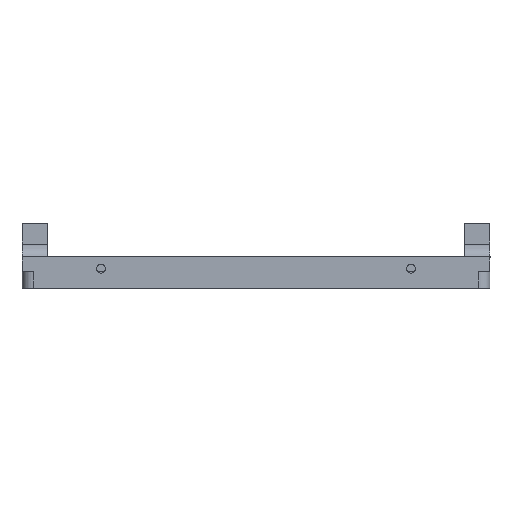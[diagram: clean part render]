
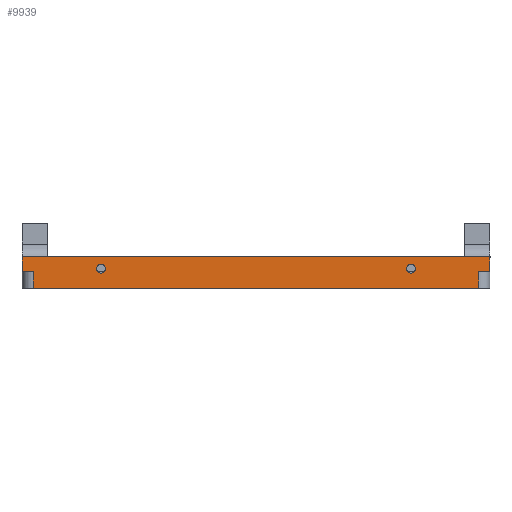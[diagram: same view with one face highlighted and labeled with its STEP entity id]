
A CAD part, front view. The second image highlights one B-rep face of the part: STEP entity #9939.
In plain terms, the highlighted planar face has unit normal (0, -1, 0).
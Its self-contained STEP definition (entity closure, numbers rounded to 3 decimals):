
#14 = EDGE_CURVE ( 'NONE', #6108, #1334, #5415, .T. ) ;
#46 = VECTOR ( 'NONE', #6452, 1000. ) ;
#84 = DIRECTION ( 'NONE',  ( 0., -1., 0. ) ) ;
#348 = EDGE_CURVE ( 'NONE', #8114, #9615, #6821, .T. ) ;
#466 = EDGE_CURVE ( 'NONE', #6808, #10965, #6321, .T. ) ;
#591 = ORIENTED_EDGE ( 'NONE', *, *, #6159, .F. ) ;
#671 = CARTESIAN_POINT ( 'NONE',  ( -27.5, -49.75, 0.5 ) ) ;
#896 = CARTESIAN_POINT ( 'NONE',  ( -41.5, -49.75, 2.6 ) ) ;
#945 = CARTESIAN_POINT ( 'NONE',  ( 0., -49.75, 0. ) ) ;
#950 = VERTEX_POINT ( 'NONE', #8291 ) ;
#972 = CARTESIAN_POINT ( 'NONE',  ( 39.5, -49.75, 0. ) ) ;
#989 = CARTESIAN_POINT ( 'NONE',  ( 0., -49.75, 0. ) ) ;
#1298 = AXIS2_PLACEMENT_3D ( 'NONE', #7860, #84, #2705 ) ;
#1334 = VERTEX_POINT ( 'NONE', #972 ) ;
#1380 = DIRECTION ( 'NONE',  ( 0., 0., -1. ) ) ;
#1477 = DIRECTION ( 'NONE',  ( -1., 0., 0. ) ) ;
#1588 = CARTESIAN_POINT ( 'NONE',  ( 27.5, -49.75, 0.5 ) ) ;
#1714 = VECTOR ( 'NONE', #2703, 1000. ) ;
#1767 = AXIS2_PLACEMENT_3D ( 'NONE', #1588, #5161, #8714 ) ;
#2026 = CARTESIAN_POINT ( 'NONE',  ( -39.5, -49.75, 0. ) ) ;
#2131 = DIRECTION ( 'NONE',  ( 0., -1., 0. ) ) ;
#2181 = FACE_BOUND ( 'NONE', #4049, .T. ) ;
#2215 = CIRCLE ( 'NONE', #9485, 0.8 ) ;
#2301 = CARTESIAN_POINT ( 'NONE',  ( 0., -49.75, 2.6 ) ) ;
#2360 = ORIENTED_EDGE ( 'NONE', *, *, #5512, .F. ) ;
#2473 = CARTESIAN_POINT ( 'NONE',  ( 0., -49.75, -3. ) ) ;
#2566 = DIRECTION ( 'NONE',  ( 0., 0., -1. ) ) ;
#2626 = EDGE_CURVE ( 'NONE', #5005, #950, #2215, .T. ) ;
#2647 = CARTESIAN_POINT ( 'NONE',  ( 41.5, -49.75, 0. ) ) ;
#2703 = DIRECTION ( 'NONE',  ( 0., 0., -1. ) ) ;
#2705 = DIRECTION ( 'NONE',  ( 0., 0., -1. ) ) ;
#2735 = DIRECTION ( 'NONE',  ( -1., 0., 0. ) ) ;
#2751 = EDGE_CURVE ( 'NONE', #9615, #8114, #6901, .T. ) ;
#2809 = ORIENTED_EDGE ( 'NONE', *, *, #6612, .F. ) ;
#2821 = VECTOR ( 'NONE', #2735, 1000. ) ;
#2916 = CARTESIAN_POINT ( 'NONE',  ( 27.5, -49.75, -0.3 ) ) ;
#3234 = LINE ( 'NONE', #4056, #4906 ) ;
#3353 = VECTOR ( 'NONE', #4755, 1000. ) ;
#3360 = DIRECTION ( 'NONE',  ( 0., 0., -1. ) ) ;
#3401 = CIRCLE ( 'NONE', #6953, 0.8 ) ;
#3431 = ORIENTED_EDGE ( 'NONE', *, *, #14, .T. ) ;
#3817 = VERTEX_POINT ( 'NONE', #7583 ) ;
#3840 = EDGE_LOOP ( 'NONE', ( #591, #9928, #5140, #4369, #5805, #4773, #2809, #3431 ) ) ;
#3847 = FACE_BOUND ( 'NONE', #10313, .T. ) ;
#4049 = EDGE_LOOP ( 'NONE', ( #5795, #7749 ) ) ;
#4056 = CARTESIAN_POINT ( 'NONE',  ( 0., -49.75, 2.6 ) ) ;
#4085 = CARTESIAN_POINT ( 'NONE',  ( 27.5, -49.75, 1.3 ) ) ;
#4369 = ORIENTED_EDGE ( 'NONE', *, *, #466, .T. ) ;
#4606 = VERTEX_POINT ( 'NONE', #8492 ) ;
#4755 = DIRECTION ( 'NONE',  ( 0., 0., 1. ) ) ;
#4773 = ORIENTED_EDGE ( 'NONE', *, *, #10674, .F. ) ;
#4809 = EDGE_CURVE ( 'NONE', #7102, #10965, #7131, .T. ) ;
#4831 = PLANE ( 'NONE',  #4838 ) ;
#4838 = AXIS2_PLACEMENT_3D ( 'NONE', #2301, #2131, #6532 ) ;
#4906 = VECTOR ( 'NONE', #1477, 1000. ) ;
#5005 = VERTEX_POINT ( 'NONE', #6836 ) ;
#5140 = ORIENTED_EDGE ( 'NONE', *, *, #5951, .T. ) ;
#5161 = DIRECTION ( 'NONE',  ( 0., -1., 0. ) ) ;
#5415 = LINE ( 'NONE', #6176, #9587 ) ;
#5512 = EDGE_CURVE ( 'NONE', #950, #5005, #3401, .T. ) ;
#5633 = CARTESIAN_POINT ( 'NONE',  ( 39.5, -49.75, -3. ) ) ;
#5657 = EDGE_CURVE ( 'NONE', #4606, #10141, #7858, .T. ) ;
#5795 = ORIENTED_EDGE ( 'NONE', *, *, #348, .F. ) ;
#5805 = ORIENTED_EDGE ( 'NONE', *, *, #4809, .F. ) ;
#5951 = EDGE_CURVE ( 'NONE', #4606, #6808, #3234, .T. ) ;
#6108 = VERTEX_POINT ( 'NONE', #5633 ) ;
#6159 = EDGE_CURVE ( 'NONE', #10141, #1334, #9118, .T. ) ;
#6176 = CARTESIAN_POINT ( 'NONE',  ( 39.5, -49.75, -3. ) ) ;
#6321 = LINE ( 'NONE', #7144, #6624 ) ;
#6452 = DIRECTION ( 'NONE',  ( -1., 0., 0. ) ) ;
#6503 = LINE ( 'NONE', #10047, #3353 ) ;
#6532 = DIRECTION ( 'NONE',  ( 1., 0., 0. ) ) ;
#6612 = EDGE_CURVE ( 'NONE', #6108, #3817, #6819, .T. ) ;
#6624 = VECTOR ( 'NONE', #2566, 1000. ) ;
#6808 = VERTEX_POINT ( 'NONE', #896 ) ;
#6819 = LINE ( 'NONE', #2473, #8812 ) ;
#6821 = CIRCLE ( 'NONE', #1767, 0.8 ) ;
#6836 = CARTESIAN_POINT ( 'NONE',  ( -27.5, -49.75, -0.3 ) ) ;
#6901 = CIRCLE ( 'NONE', #1298, 0.8 ) ;
#6934 = DIRECTION ( 'NONE',  ( -1., 0., 0. ) ) ;
#6953 = AXIS2_PLACEMENT_3D ( 'NONE', #8617, #10242, #1380 ) ;
#7102 = VERTEX_POINT ( 'NONE', #2026 ) ;
#7131 = LINE ( 'NONE', #989, #2821 ) ;
#7144 = CARTESIAN_POINT ( 'NONE',  ( -41.5, -49.75, 2.6 ) ) ;
#7583 = CARTESIAN_POINT ( 'NONE',  ( -39.5, -49.75, -3. ) ) ;
#7749 = ORIENTED_EDGE ( 'NONE', *, *, #2751, .F. ) ;
#7858 = LINE ( 'NONE', #9591, #1714 ) ;
#7860 = CARTESIAN_POINT ( 'NONE',  ( 27.5, -49.75, 0.5 ) ) ;
#7872 = DIRECTION ( 'NONE',  ( 0., 0., 1. ) ) ;
#8114 = VERTEX_POINT ( 'NONE', #2916 ) ;
#8291 = CARTESIAN_POINT ( 'NONE',  ( -27.5, -49.75, 1.3 ) ) ;
#8415 = ORIENTED_EDGE ( 'NONE', *, *, #2626, .F. ) ;
#8492 = CARTESIAN_POINT ( 'NONE',  ( 41.5, -49.75, 2.6 ) ) ;
#8617 = CARTESIAN_POINT ( 'NONE',  ( -27.5, -49.75, 0.5 ) ) ;
#8714 = DIRECTION ( 'NONE',  ( 0., 0., -1. ) ) ;
#8812 = VECTOR ( 'NONE', #6934, 1000. ) ;
#9118 = LINE ( 'NONE', #945, #46 ) ;
#9485 = AXIS2_PLACEMENT_3D ( 'NONE', #671, #10474, #3360 ) ;
#9587 = VECTOR ( 'NONE', #7872, 1000. ) ;
#9591 = CARTESIAN_POINT ( 'NONE',  ( 41.5, -49.75, 2.6 ) ) ;
#9615 = VERTEX_POINT ( 'NONE', #4085 ) ;
#9868 = CARTESIAN_POINT ( 'NONE',  ( -41.5, -49.75, 0. ) ) ;
#9928 = ORIENTED_EDGE ( 'NONE', *, *, #5657, .F. ) ;
#9939 = ADVANCED_FACE ( 'NONE', ( #3847, #2181, #10137 ), #4831, .T. ) ;
#10047 = CARTESIAN_POINT ( 'NONE',  ( -39.5, -49.75, -3. ) ) ;
#10137 = FACE_OUTER_BOUND ( 'NONE', #3840, .T. ) ;
#10141 = VERTEX_POINT ( 'NONE', #2647 ) ;
#10242 = DIRECTION ( 'NONE',  ( 0., -1., 0. ) ) ;
#10313 = EDGE_LOOP ( 'NONE', ( #8415, #2360 ) ) ;
#10474 = DIRECTION ( 'NONE',  ( 0., -1., 0. ) ) ;
#10674 = EDGE_CURVE ( 'NONE', #3817, #7102, #6503, .T. ) ;
#10965 = VERTEX_POINT ( 'NONE', #9868 ) ;
